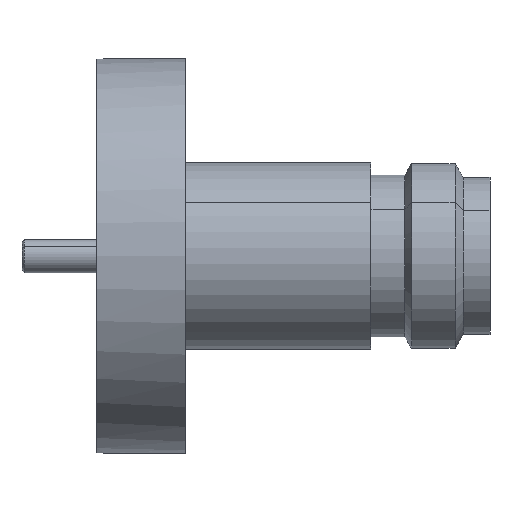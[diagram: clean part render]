
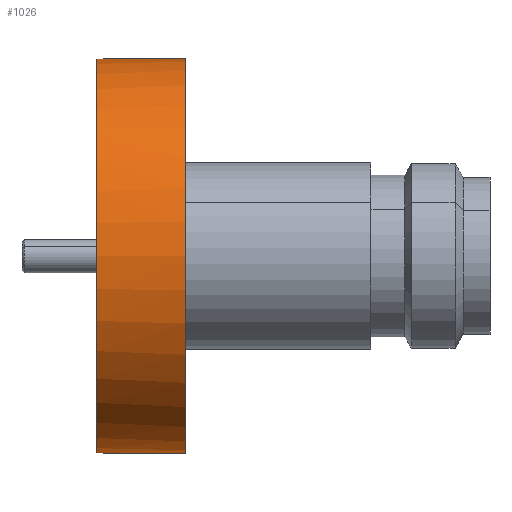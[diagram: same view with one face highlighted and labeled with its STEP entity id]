
A CAD part, left-side view. The second image highlights one B-rep face of the part: STEP entity #1026.
In plain terms, the highlighted cylindrical face has radius 16.9 mm (diameter 33.8 mm), a partial arc.
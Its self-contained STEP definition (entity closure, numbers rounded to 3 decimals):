
#8 = CARTESIAN_POINT ( 'NONE',  ( -1., 0., 16.87 ) ) ;
#48 = CARTESIAN_POINT ( 'NONE',  ( 0., 0., 0. ) ) ;
#57 = VERTEX_POINT ( 'NONE', #1339 ) ;
#99 = CARTESIAN_POINT ( 'NONE',  ( -1., 0., 16.87 ) ) ;
#189 = CYLINDRICAL_SURFACE ( 'NONE', #708, 16.9 ) ;
#205 = CARTESIAN_POINT ( 'NONE',  ( 0., -7.6, -16.9 ) ) ;
#219 = DIRECTION ( 'NONE',  ( 0., 1., 0. ) ) ;
#256 = CARTESIAN_POINT ( 'NONE',  ( -0.873, -0.504, 16.877 ) ) ;
#302 = CARTESIAN_POINT ( 'NONE',  ( -0.503, -0.874, 16.893 ) ) ;
#417 = FACE_OUTER_BOUND ( 'NONE', #2520, .T. ) ;
#476 = DIRECTION ( 'NONE',  ( 0., 1., 0. ) ) ;
#560 = CARTESIAN_POINT ( 'NONE',  ( 0., -7.6, -16.9 ) ) ;
#567 = B_SPLINE_CURVE_WITH_KNOTS ( 'NONE', 3,
 ( #2213, #606, #1062, #1625, #2056, #1460, #835, #1451, #851, #1223 ),
 .UNSPECIFIED., .F., .F.,
 ( 4, 2, 2, 2, 4 ),
 ( 0., 0., 0.001, 0.001, 0.002 ),
 .UNSPECIFIED. ) ;
#591 = DIRECTION ( 'NONE',  ( 0., 1., 0. ) ) ;
#606 = CARTESIAN_POINT ( 'NONE',  ( -1., -0.132, -16.87 ) ) ;
#650 = CARTESIAN_POINT ( 'NONE',  ( 0., -1., -16.9 ) ) ;
#659 = CARTESIAN_POINT ( 'NONE',  ( -0.974, -0.262, 16.872 ) ) ;
#708 = AXIS2_PLACEMENT_3D ( 'NONE', #1197, #591, #1633 ) ;
#718 = CARTESIAN_POINT ( 'NONE',  ( 0., -7.6, 16.9 ) ) ;
#781 = DIRECTION ( 'NONE',  ( 0., 1., 0. ) ) ;
#835 = CARTESIAN_POINT ( 'NONE',  ( -0.503, -0.874, -16.893 ) ) ;
#851 = CARTESIAN_POINT ( 'NONE',  ( -0.131, -1., -16.9 ) ) ;
#876 = ORIENTED_EDGE ( 'NONE', *, *, #993, .T. ) ;
#980 = CIRCLE ( 'NONE', #1612, 16.9 ) ;
#989 = DIRECTION ( 'NONE',  ( 0., 1., 0. ) ) ;
#993 = EDGE_CURVE ( 'NONE', #2018, #1509, #1813, .T. ) ;
#1026 = ADVANCED_FACE ( 'NONE', ( #417 ), #189, .T. ) ;
#1039 = B_SPLINE_CURVE_WITH_KNOTS ( 'NONE', 3,
 ( #8, #1072, #659, #256, #1876, #2098, #302, #2519, #2127, #1127 ),
 .UNSPECIFIED., .F., .F.,
 ( 4, 2, 2, 2, 4 ),
 ( 0., 0., 0.001, 0.001, 0.002 ),
 .UNSPECIFIED. ) ;
#1042 = EDGE_CURVE ( 'NONE', #1509, #57, #1796, .T. ) ;
#1062 = CARTESIAN_POINT ( 'NONE',  ( -0.974, -0.262, -16.872 ) ) ;
#1067 = DIRECTION ( 'NONE',  ( 0., 0., 1. ) ) ;
#1072 = CARTESIAN_POINT ( 'NONE',  ( -1., -0.132, 16.87 ) ) ;
#1127 = CARTESIAN_POINT ( 'NONE',  ( 0., -1., 16.9 ) ) ;
#1185 = LINE ( 'NONE', #205, #2049 ) ;
#1197 = CARTESIAN_POINT ( 'NONE',  ( 0., -7.6, 0. ) ) ;
#1204 = DIRECTION ( 'NONE',  ( 0., 0., 1. ) ) ;
#1213 = VECTOR ( 'NONE', #781, 1000. ) ;
#1223 = CARTESIAN_POINT ( 'NONE',  ( 0., -1., -16.9 ) ) ;
#1339 = CARTESIAN_POINT ( 'NONE',  ( 0., -1., 16.9 ) ) ;
#1451 = CARTESIAN_POINT ( 'NONE',  ( -0.262, -0.974, -16.898 ) ) ;
#1460 = CARTESIAN_POINT ( 'NONE',  ( -0.615, -0.8, -16.889 ) ) ;
#1479 = ORIENTED_EDGE ( 'NONE', *, *, #1042, .T. ) ;
#1509 = VERTEX_POINT ( 'NONE', #718 ) ;
#1585 = EDGE_CURVE ( 'NONE', #2018, #1671, #1185, .T. ) ;
#1612 = AXIS2_PLACEMENT_3D ( 'NONE', #48, #476, #1067 ) ;
#1625 = CARTESIAN_POINT ( 'NONE',  ( -0.873, -0.504, -16.877 ) ) ;
#1633 = DIRECTION ( 'NONE',  ( 0., 0., 1. ) ) ;
#1671 = VERTEX_POINT ( 'NONE', #650 ) ;
#1796 = LINE ( 'NONE', #1819, #1213 ) ;
#1813 = CIRCLE ( 'NONE', #2143, 16.9 ) ;
#1819 = CARTESIAN_POINT ( 'NONE',  ( 0., -7.6, 16.9 ) ) ;
#1876 = CARTESIAN_POINT ( 'NONE',  ( -0.799, -0.615, 16.881 ) ) ;
#1942 = CARTESIAN_POINT ( 'NONE',  ( -1., 0., -16.87 ) ) ;
#2018 = VERTEX_POINT ( 'NONE', #560 ) ;
#2032 = ORIENTED_EDGE ( 'NONE', *, *, #1585, .F. ) ;
#2049 = VECTOR ( 'NONE', #989, 1000. ) ;
#2056 = CARTESIAN_POINT ( 'NONE',  ( -0.799, -0.615, -16.881 ) ) ;
#2098 = CARTESIAN_POINT ( 'NONE',  ( -0.615, -0.8, 16.889 ) ) ;
#2116 = EDGE_CURVE ( 'NONE', #2468, #1671, #567, .T. ) ;
#2127 = CARTESIAN_POINT ( 'NONE',  ( -0.131, -1., 16.9 ) ) ;
#2143 = AXIS2_PLACEMENT_3D ( 'NONE', #2416, #219, #1204 ) ;
#2178 = EDGE_CURVE ( 'NONE', #2261, #57, #1039, .T. ) ;
#2213 = CARTESIAN_POINT ( 'NONE',  ( -1., 0., -16.87 ) ) ;
#2233 = ORIENTED_EDGE ( 'NONE', *, *, #2513, .F. ) ;
#2261 = VERTEX_POINT ( 'NONE', #99 ) ;
#2332 = ORIENTED_EDGE ( 'NONE', *, *, #2178, .F. ) ;
#2416 = CARTESIAN_POINT ( 'NONE',  ( 0., -7.6, 0. ) ) ;
#2468 = VERTEX_POINT ( 'NONE', #1942 ) ;
#2513 = EDGE_CURVE ( 'NONE', #2468, #2261, #980, .T. ) ;
#2519 = CARTESIAN_POINT ( 'NONE',  ( -0.262, -0.974, 16.898 ) ) ;
#2520 = EDGE_LOOP ( 'NONE', ( #2032, #876, #1479, #2332, #2233, #2605 ) ) ;
#2605 = ORIENTED_EDGE ( 'NONE', *, *, #2116, .T. ) ;
